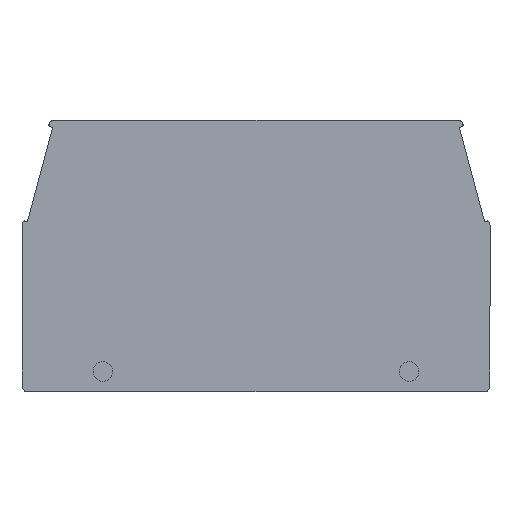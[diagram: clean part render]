
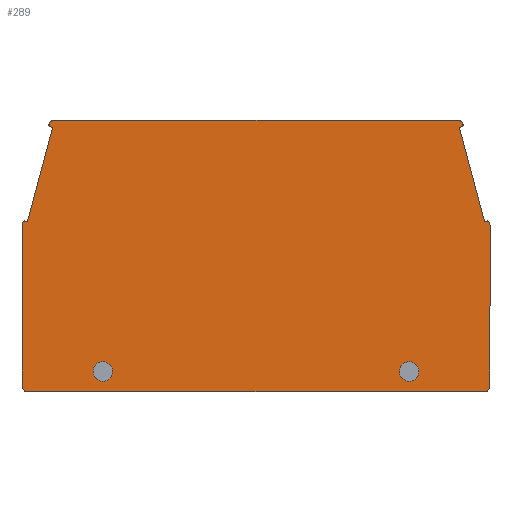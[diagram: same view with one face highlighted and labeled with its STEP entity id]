
A CAD part, left-side view. The second image highlights one B-rep face of the part: STEP entity #289.
In plain terms, the highlighted planar face has unit normal (-1, 0, 0).
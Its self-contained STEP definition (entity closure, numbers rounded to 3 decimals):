
#78=AXIS2_PLACEMENT_3D('Circle Axis2P3D',#76,#77,$) ;
#90=AXIS2_PLACEMENT_3D('Circle Axis2P3D',#88,#89,$) ;
#103=AXIS2_PLACEMENT_3D('Plane Axis2P3D',#100,#101,#102) ;
#107=AXIS2_PLACEMENT_3D('Circle Axis2P3D',#105,#106,$) ;
#116=AXIS2_PLACEMENT_3D('Circle Axis2P3D',#114,#115,$) ;
#130=AXIS2_PLACEMENT_3D('Circle Axis2P3D',#128,#129,$) ;
#137=AXIS2_PLACEMENT_3D('Circle Axis2P3D',#135,#136,$) ;
#165=AXIS2_PLACEMENT_3D('Circle Axis2P3D',#163,#164,$) ;
#172=AXIS2_PLACEMENT_3D('Circle Axis2P3D',#170,#171,$) ;
#186=AXIS2_PLACEMENT_3D('Circle Axis2P3D',#184,#185,$) ;
#200=AXIS2_PLACEMENT_3D('Circle Axis2P3D',#198,#199,$) ;
#214=AXIS2_PLACEMENT_3D('Circle Axis2P3D',#212,#213,$) ;
#221=AXIS2_PLACEMENT_3D('Circle Axis2P3D',#219,#220,$) ;
#269=AXIS2_PLACEMENT_3D('Circle Axis2P3D',#267,#268,$) ;
#278=AXIS2_PLACEMENT_3D('Circle Axis2P3D',#276,#277,$) ;
#66=CARTESIAN_POINT('Vertex',(2.4,11.456,2.014)) ;
#73=CARTESIAN_POINT('Vertex',(2.4,9.262,3.213)) ;
#76=CARTESIAN_POINT('Axis2P3D Location',(2.4,10.359,2.614)) ;
#88=CARTESIAN_POINT('Axis2P3D Location',(2.4,10.359,2.614)) ;
#100=CARTESIAN_POINT('Axis2P3D Location',(2.4,32.5,-4.65)) ;
#105=CARTESIAN_POINT('Axis2P3D Location',(2.4,3.708,34.222)) ;
#109=CARTESIAN_POINT('Vertex',(2.4,3.643,33.981)) ;
#111=CARTESIAN_POINT('Vertex',(2.4,3.466,34.283)) ;
#114=CARTESIAN_POINT('Axis2P3D Location',(2.4,4.193,34.1)) ;
#118=CARTESIAN_POINT('Vertex',(2.4,4.193,34.85)) ;
#121=CARTESIAN_POINT('Line Origine',(2.4,30.,34.85)) ;
#125=CARTESIAN_POINT('Vertex',(2.4,55.807,34.85)) ;
#128=CARTESIAN_POINT('Axis2P3D Location',(2.4,55.807,34.1)) ;
#132=CARTESIAN_POINT('Vertex',(2.4,56.534,34.283)) ;
#135=CARTESIAN_POINT('Axis2P3D Location',(2.4,56.292,34.222)) ;
#139=CARTESIAN_POINT('Vertex',(2.4,56.357,33.981)) ;
#142=CARTESIAN_POINT('Line Origine',(2.4,56.212,33.942)) ;
#146=CARTESIAN_POINT('Vertex',(2.4,56.067,33.903)) ;
#149=CARTESIAN_POINT('Line Origine',(2.4,57.684,27.866)) ;
#153=CARTESIAN_POINT('Vertex',(2.4,59.302,21.829)) ;
#156=CARTESIAN_POINT('Line Origine',(2.4,59.447,21.868)) ;
#160=CARTESIAN_POINT('Vertex',(2.4,59.592,21.907)) ;
#163=CARTESIAN_POINT('Axis2P3D Location',(2.4,59.657,21.665)) ;
#167=CARTESIAN_POINT('Vertex',(2.4,59.899,21.725)) ;
#170=CARTESIAN_POINT('Axis2P3D Location',(2.4,59.25,21.35)) ;
#174=CARTESIAN_POINT('Vertex',(2.4,60.,21.35)) ;
#177=CARTESIAN_POINT('Line Origine',(2.4,60.,11.05)) ;
#181=CARTESIAN_POINT('Vertex',(2.4,60.,0.75)) ;
#184=CARTESIAN_POINT('Axis2P3D Location',(2.4,59.25,0.75)) ;
#188=CARTESIAN_POINT('Vertex',(2.4,59.25,0.)) ;
#191=CARTESIAN_POINT('Line Origine',(2.4,30.,0.)) ;
#195=CARTESIAN_POINT('Vertex',(2.4,0.75,0.)) ;
#198=CARTESIAN_POINT('Axis2P3D Location',(2.4,0.75,0.75)) ;
#202=CARTESIAN_POINT('Vertex',(2.4,0.,0.75)) ;
#205=CARTESIAN_POINT('Line Origine',(2.4,0.,11.05)) ;
#209=CARTESIAN_POINT('Vertex',(2.4,0.,21.35)) ;
#212=CARTESIAN_POINT('Axis2P3D Location',(2.4,0.75,21.35)) ;
#216=CARTESIAN_POINT('Vertex',(2.4,0.101,21.725)) ;
#219=CARTESIAN_POINT('Axis2P3D Location',(2.4,0.343,21.665)) ;
#223=CARTESIAN_POINT('Vertex',(2.4,0.408,21.907)) ;
#226=CARTESIAN_POINT('Line Origine',(2.4,0.553,21.868)) ;
#230=CARTESIAN_POINT('Vertex',(2.4,0.698,21.829)) ;
#233=CARTESIAN_POINT('Line Origine',(2.4,2.316,27.866)) ;
#237=CARTESIAN_POINT('Vertex',(2.4,3.933,33.903)) ;
#240=CARTESIAN_POINT('Line Origine',(2.4,3.788,33.942)) ;
#267=CARTESIAN_POINT('Axis2P3D Location',(2.4,49.641,2.614)) ;
#271=CARTESIAN_POINT('Vertex',(2.4,48.544,3.213)) ;
#273=CARTESIAN_POINT('Vertex',(2.4,50.738,2.014)) ;
#276=CARTESIAN_POINT('Axis2P3D Location',(2.4,49.641,2.614)) ;
#77=DIRECTION('Axis2P3D Direction',(-1.,0.,0.)) ;
#89=DIRECTION('Axis2P3D Direction',(-1.,0.,0.)) ;
#101=DIRECTION('Axis2P3D Direction',(-1.,0.,0.)) ;
#102=DIRECTION('Axis2P3D XDirection',(0.,-1.,0.)) ;
#106=DIRECTION('Axis2P3D Direction',(-1.,0.,0.)) ;
#115=DIRECTION('Axis2P3D Direction',(-1.,0.,0.)) ;
#122=DIRECTION('Vector Direction',(0.,1.,0.)) ;
#129=DIRECTION('Axis2P3D Direction',(-1.,0.,0.)) ;
#136=DIRECTION('Axis2P3D Direction',(-1.,0.,0.)) ;
#143=DIRECTION('Vector Direction',(0.,0.966,0.259)) ;
#150=DIRECTION('Vector Direction',(0.,0.259,-0.966)) ;
#157=DIRECTION('Vector Direction',(0.,0.966,0.259)) ;
#164=DIRECTION('Axis2P3D Direction',(-1.,0.,0.)) ;
#171=DIRECTION('Axis2P3D Direction',(-1.,0.,0.)) ;
#178=DIRECTION('Vector Direction',(0.,0.,1.)) ;
#185=DIRECTION('Axis2P3D Direction',(-1.,0.,0.)) ;
#192=DIRECTION('Vector Direction',(0.,1.,0.)) ;
#199=DIRECTION('Axis2P3D Direction',(-1.,0.,0.)) ;
#206=DIRECTION('Vector Direction',(0.,0.,1.)) ;
#213=DIRECTION('Axis2P3D Direction',(-1.,0.,0.)) ;
#220=DIRECTION('Axis2P3D Direction',(-1.,0.,0.)) ;
#227=DIRECTION('Vector Direction',(0.,0.966,-0.259)) ;
#234=DIRECTION('Vector Direction',(0.,0.259,0.966)) ;
#241=DIRECTION('Vector Direction',(0.,0.966,-0.259)) ;
#268=DIRECTION('Axis2P3D Direction',(-1.,0.,0.)) ;
#277=DIRECTION('Axis2P3D Direction',(-1.,0.,0.)) ;
#123=VECTOR('Line Direction',#122,1.) ;
#144=VECTOR('Line Direction',#143,1.) ;
#151=VECTOR('Line Direction',#150,1.) ;
#158=VECTOR('Line Direction',#157,1.) ;
#179=VECTOR('Line Direction',#178,1.) ;
#193=VECTOR('Line Direction',#192,1.) ;
#207=VECTOR('Line Direction',#206,1.) ;
#228=VECTOR('Line Direction',#227,1.) ;
#235=VECTOR('Line Direction',#234,1.) ;
#242=VECTOR('Line Direction',#241,1.) ;
#246=ORIENTED_EDGE('',*,*,#113,.T.) ;
#247=ORIENTED_EDGE('',*,*,#120,.T.) ;
#248=ORIENTED_EDGE('',*,*,#127,.T.) ;
#249=ORIENTED_EDGE('',*,*,#134,.T.) ;
#250=ORIENTED_EDGE('',*,*,#141,.T.) ;
#251=ORIENTED_EDGE('',*,*,#148,.T.) ;
#252=ORIENTED_EDGE('',*,*,#155,.T.) ;
#253=ORIENTED_EDGE('',*,*,#162,.T.) ;
#254=ORIENTED_EDGE('',*,*,#169,.T.) ;
#255=ORIENTED_EDGE('',*,*,#176,.T.) ;
#256=ORIENTED_EDGE('',*,*,#183,.T.) ;
#257=ORIENTED_EDGE('',*,*,#190,.T.) ;
#258=ORIENTED_EDGE('',*,*,#197,.T.) ;
#259=ORIENTED_EDGE('',*,*,#204,.T.) ;
#260=ORIENTED_EDGE('',*,*,#211,.T.) ;
#261=ORIENTED_EDGE('',*,*,#218,.T.) ;
#262=ORIENTED_EDGE('',*,*,#225,.T.) ;
#263=ORIENTED_EDGE('',*,*,#232,.T.) ;
#264=ORIENTED_EDGE('',*,*,#239,.T.) ;
#265=ORIENTED_EDGE('',*,*,#244,.T.) ;
#282=ORIENTED_EDGE('',*,*,#275,.F.) ;
#283=ORIENTED_EDGE('',*,*,#280,.F.) ;
#286=ORIENTED_EDGE('',*,*,#80,.F.) ;
#287=ORIENTED_EDGE('',*,*,#92,.F.) ;
#284=FACE_BOUND('',#281,.T.) ;
#288=FACE_BOUND('',#285,.T.) ;
#289=ADVANCED_FACE('K\X2\00F6\X0\rper.4',(#266,#284,#288),#104,.T.) ;
#79=CIRCLE('generated circle',#78,1.25) ;
#91=CIRCLE('generated circle',#90,1.25) ;
#108=CIRCLE('generated circle',#107,0.25) ;
#117=CIRCLE('generated circle',#116,0.75) ;
#131=CIRCLE('generated circle',#130,0.75) ;
#138=CIRCLE('generated circle',#137,0.25) ;
#166=CIRCLE('generated circle',#165,0.25) ;
#173=CIRCLE('generated circle',#172,0.75) ;
#187=CIRCLE('generated circle',#186,0.75) ;
#201=CIRCLE('generated circle',#200,0.75) ;
#215=CIRCLE('generated circle',#214,0.75) ;
#222=CIRCLE('generated circle',#221,0.25) ;
#270=CIRCLE('generated circle',#269,1.25) ;
#279=CIRCLE('generated circle',#278,1.25) ;
#80=EDGE_CURVE('',#74,#67,#79,.T.) ;
#92=EDGE_CURVE('',#67,#74,#91,.T.) ;
#113=EDGE_CURVE('',#110,#112,#108,.T.) ;
#120=EDGE_CURVE('',#112,#119,#117,.T.) ;
#127=EDGE_CURVE('',#119,#126,#124,.T.) ;
#134=EDGE_CURVE('',#126,#133,#131,.T.) ;
#141=EDGE_CURVE('',#133,#140,#138,.T.) ;
#148=EDGE_CURVE('',#140,#147,#145,.F.) ;
#155=EDGE_CURVE('',#147,#154,#152,.T.) ;
#162=EDGE_CURVE('',#154,#161,#159,.T.) ;
#169=EDGE_CURVE('',#161,#168,#166,.T.) ;
#176=EDGE_CURVE('',#168,#175,#173,.T.) ;
#183=EDGE_CURVE('',#175,#182,#180,.F.) ;
#190=EDGE_CURVE('',#182,#189,#187,.T.) ;
#197=EDGE_CURVE('',#189,#196,#194,.F.) ;
#204=EDGE_CURVE('',#196,#203,#201,.T.) ;
#211=EDGE_CURVE('',#203,#210,#208,.T.) ;
#218=EDGE_CURVE('',#210,#217,#215,.T.) ;
#225=EDGE_CURVE('',#217,#224,#222,.T.) ;
#232=EDGE_CURVE('',#224,#231,#229,.T.) ;
#239=EDGE_CURVE('',#231,#238,#236,.T.) ;
#244=EDGE_CURVE('',#238,#110,#243,.F.) ;
#275=EDGE_CURVE('',#272,#274,#270,.T.) ;
#280=EDGE_CURVE('',#274,#272,#279,.T.) ;
#245=EDGE_LOOP('',(#246,#247,#248,#249,#250,#251,#252,#253,#254,#255,#256,#257,#258,#259,#260,#261,#262,#263,#264,#265)) ;
#281=EDGE_LOOP('',(#282,#283)) ;
#285=EDGE_LOOP('',(#286,#287)) ;
#266=FACE_OUTER_BOUND('',#245,.T.) ;
#124=LINE('Line',#121,#123) ;
#145=LINE('Line',#142,#144) ;
#152=LINE('Line',#149,#151) ;
#159=LINE('Line',#156,#158) ;
#180=LINE('Line',#177,#179) ;
#194=LINE('Line',#191,#193) ;
#208=LINE('Line',#205,#207) ;
#229=LINE('Line',#226,#228) ;
#236=LINE('Line',#233,#235) ;
#243=LINE('Line',#240,#242) ;
#104=PLANE('',#103) ;
#67=VERTEX_POINT('',#66) ;
#74=VERTEX_POINT('',#73) ;
#110=VERTEX_POINT('',#109) ;
#112=VERTEX_POINT('',#111) ;
#119=VERTEX_POINT('',#118) ;
#126=VERTEX_POINT('',#125) ;
#133=VERTEX_POINT('',#132) ;
#140=VERTEX_POINT('',#139) ;
#147=VERTEX_POINT('',#146) ;
#154=VERTEX_POINT('',#153) ;
#161=VERTEX_POINT('',#160) ;
#168=VERTEX_POINT('',#167) ;
#175=VERTEX_POINT('',#174) ;
#182=VERTEX_POINT('',#181) ;
#189=VERTEX_POINT('',#188) ;
#196=VERTEX_POINT('',#195) ;
#203=VERTEX_POINT('',#202) ;
#210=VERTEX_POINT('',#209) ;
#217=VERTEX_POINT('',#216) ;
#224=VERTEX_POINT('',#223) ;
#231=VERTEX_POINT('',#230) ;
#238=VERTEX_POINT('',#237) ;
#272=VERTEX_POINT('',#271) ;
#274=VERTEX_POINT('',#273) ;
